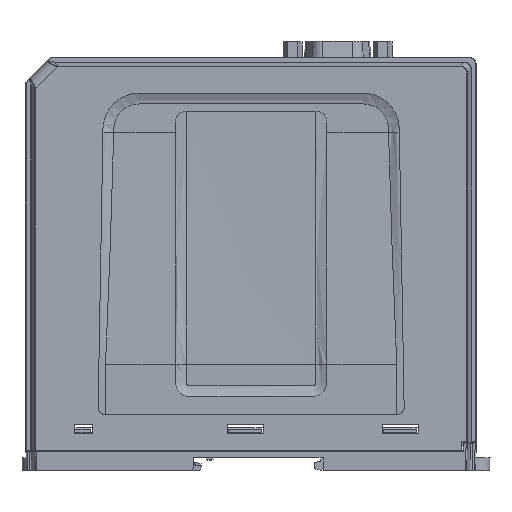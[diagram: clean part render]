
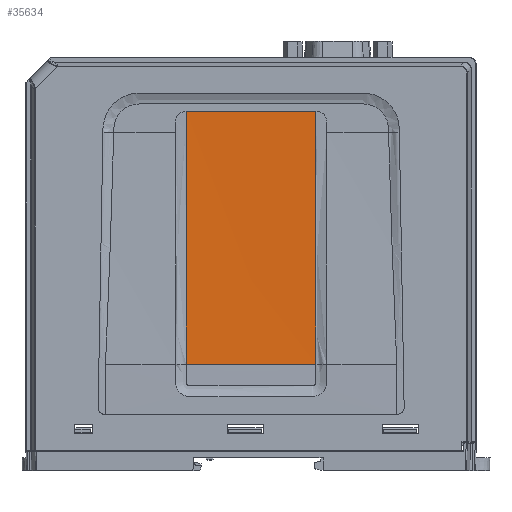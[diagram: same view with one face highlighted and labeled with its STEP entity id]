
A CAD part, top view. The second image highlights one B-rep face of the part: STEP entity #35634.
In plain terms, the highlighted free-form (B-spline) face has degree [3, 3] with [7, 6] control points.
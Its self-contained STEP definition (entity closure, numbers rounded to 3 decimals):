
#280 = CARTESIAN_POINT ( 'NONE',  ( -53.044, 12.637, 12.2 ) ) ;
#1008 = B_SPLINE_CURVE_WITH_KNOTS ( 'NONE', 3,
 ( #20798, #20348, #280, #6654, #35357, #22115 ),
 .UNSPECIFIED., .F., .F.,
 ( 4, 1, 1, 4 ),
 ( 0., 0.333, 0.667, 1. ),
 .UNSPECIFIED. ) ;
#1025 = VERTEX_POINT ( 'NONE', #35275 ) ;
#2185 = CARTESIAN_POINT ( 'NONE',  ( -89.045, 51.639, 12.5 ) ) ;
#2650 = CARTESIAN_POINT ( 'NONE',  ( -80.045, 51.639, 12.5 ) ) ;
#3089 = CARTESIAN_POINT ( 'NONE',  ( -86.045, 51.639, 12.5 ) ) ;
#3517 = CARTESIAN_POINT ( 'NONE',  ( -53.045, -2.962, 12.431 ) ) ;
#3662 = VECTOR ( 'NONE', #6856, 1000. ) ;
#3957 = CARTESIAN_POINT ( 'NONE',  ( -71.045, -10.762, 12.474 ) ) ;
#6654 = CARTESIAN_POINT ( 'NONE',  ( -53.045, 36.039, 12.5 ) ) ;
#6856 = DIRECTION ( 'NONE',  ( -1., 0., 0. ) ) ;
#8998 = CARTESIAN_POINT ( 'NONE',  ( -80.045, 59.439, 12.5 ) ) ;
#9892 = CARTESIAN_POINT ( 'NONE',  ( -80.045, 12.637, 12.2 ) ) ;
#14064 = VERTEX_POINT ( 'NONE', #73568 ) ;
#14175 = CARTESIAN_POINT ( 'NONE',  ( -8.545, 59.439, 12.5 ) ) ;
#15762 = B_SPLINE_CURVE_WITH_KNOTS ( 'NONE', 3,
 ( #25091, #74366, #80301, #38800 ),
 .UNSPECIFIED., .F., .F.,
 ( 4, 4 ),
 ( 0., 1. ),
 .UNSPECIFIED. ) ;
#17031 = B_SPLINE_SURFACE_WITH_KNOTS ( 'NONE', 3, 3, ( 
 ( #55566, #79707, #18110, #24918, #3517, #80582 ),
 ( #50961, #31299, #38194, #51425, #45504, #65965 ),
 ( #65534, #59138, #72833, #78819, #30851, #37267 ),
 ( #71474, #17234, #44586, #72357, #57794, #3957 ),
 ( #8998, #2650, #30416, #9892, #58254, #45050 ),
 ( #24032, #3089, #64605, #86068, #31769, #23574 ),
 ( #58705, #2185, #86507, #86962, #24462, #52334 ) ),
 .UNSPECIFIED., .F., .F., .F.,
 ( 4, 1, 1, 1, 4 ),
 ( 4, 1, 1, 4 ),
 ( 0., 0.25, 0.5, 0.75, 1. ),
 ( 0., 0.333, 0.667, 1. ),
 .UNSPECIFIED. ) ;
#17234 = CARTESIAN_POINT ( 'NONE',  ( -71.045, 51.639, 12.5 ) ) ;
#18110 = CARTESIAN_POINT ( 'NONE',  ( -53.045, 36.039, 12.5 ) ) ;
#20225 = VERTEX_POINT ( 'NONE', #66234 ) ;
#20348 = CARTESIAN_POINT ( 'NONE',  ( -53.045, -2.962, 12.431 ) ) ;
#20798 = CARTESIAN_POINT ( 'NONE',  ( -53.045, -10.762, 12.474 ) ) ;
#22115 = CARTESIAN_POINT ( 'NONE',  ( -53.045, 59.439, 12.5 ) ) ;
#22970 = EDGE_CURVE ( 'NONE', #1025, #20225, #15762, .T. ) ;
#23574 = CARTESIAN_POINT ( 'NONE',  ( -86.045, -10.762, 12.474 ) ) ;
#24032 = CARTESIAN_POINT ( 'NONE',  ( -86.045, 59.439, 12.5 ) ) ;
#24462 = CARTESIAN_POINT ( 'NONE',  ( -89.045, -2.962, 12.431 ) ) ;
#24918 = CARTESIAN_POINT ( 'NONE',  ( -53.044, 12.637, 12.2 ) ) ;
#25091 = CARTESIAN_POINT ( 'NONE',  ( -53.045, -10.762, 12.474 ) ) ;
#26036 = ORIENTED_EDGE ( 'NONE', *, *, #22970, .F. ) ;
#30416 = CARTESIAN_POINT ( 'NONE',  ( -80.045, 36.039, 12.5 ) ) ;
#30772 = CARTESIAN_POINT ( 'NONE',  ( -89.045, 12.637, 12.2 ) ) ;
#30851 = CARTESIAN_POINT ( 'NONE',  ( -62.045, -2.962, 12.431 ) ) ;
#31299 = CARTESIAN_POINT ( 'NONE',  ( -56.045, 51.639, 12.5 ) ) ;
#31769 = CARTESIAN_POINT ( 'NONE',  ( -86.045, -2.962, 12.431 ) ) ;
#34544 = FACE_OUTER_BOUND ( 'NONE', #54495, .T. ) ;
#35275 = CARTESIAN_POINT ( 'NONE',  ( -53.045, -10.762, 12.474 ) ) ;
#35357 = CARTESIAN_POINT ( 'NONE',  ( -53.045, 51.639, 12.5 ) ) ;
#35634 = ADVANCED_FACE ( 'NONE', ( #34544 ), #17031, .T. ) ;
#37267 = CARTESIAN_POINT ( 'NONE',  ( -62.045, -10.762, 12.474 ) ) ;
#37657 = CARTESIAN_POINT ( 'NONE',  ( -89.045, 59.439, 12.5 ) ) ;
#38194 = CARTESIAN_POINT ( 'NONE',  ( -56.045, 36.039, 12.5 ) ) ;
#38800 = CARTESIAN_POINT ( 'NONE',  ( -89.045, -10.762, 12.474 ) ) ;
#44586 = CARTESIAN_POINT ( 'NONE',  ( -71.045, 36.039, 12.5 ) ) ;
#45050 = CARTESIAN_POINT ( 'NONE',  ( -80.045, -10.762, 12.474 ) ) ;
#45504 = CARTESIAN_POINT ( 'NONE',  ( -56.045, -2.962, 12.431 ) ) ;
#50961 = CARTESIAN_POINT ( 'NONE',  ( -56.045, 59.439, 12.5 ) ) ;
#51425 = CARTESIAN_POINT ( 'NONE',  ( -56.044, 12.637, 12.2 ) ) ;
#51797 = CARTESIAN_POINT ( 'NONE',  ( -89.045, 36.039, 12.5 ) ) ;
#52334 = CARTESIAN_POINT ( 'NONE',  ( -89.045, -10.762, 12.474 ) ) ;
#54495 = EDGE_LOOP ( 'NONE', ( #69351, #85313, #26036, #71936 ) ) ;
#54743 = LINE ( 'NONE', #14175, #3662 ) ;
#55566 = CARTESIAN_POINT ( 'NONE',  ( -53.045, 59.439, 12.5 ) ) ;
#57794 = CARTESIAN_POINT ( 'NONE',  ( -71.045, -2.962, 12.431 ) ) ;
#58254 = CARTESIAN_POINT ( 'NONE',  ( -80.045, -2.962, 12.431 ) ) ;
#58618 = CARTESIAN_POINT ( 'NONE',  ( -89.045, -10.762, 12.474 ) ) ;
#58705 = CARTESIAN_POINT ( 'NONE',  ( -89.045, 59.439, 12.5 ) ) ;
#59138 = CARTESIAN_POINT ( 'NONE',  ( -62.045, 51.639, 12.5 ) ) ;
#59777 = EDGE_CURVE ( 'NONE', #14064, #71372, #54743, .T. ) ;
#64605 = CARTESIAN_POINT ( 'NONE',  ( -86.045, 36.039, 12.5 ) ) ;
#65445 = CARTESIAN_POINT ( 'NONE',  ( -89.045, 51.639, 12.5 ) ) ;
#65534 = CARTESIAN_POINT ( 'NONE',  ( -62.045, 59.439, 12.5 ) ) ;
#65965 = CARTESIAN_POINT ( 'NONE',  ( -56.045, -10.762, 12.474 ) ) ;
#66234 = CARTESIAN_POINT ( 'NONE',  ( -89.045, -10.762, 12.474 ) ) ;
#69211 = EDGE_CURVE ( 'NONE', #71372, #20225, #76509, .T. ) ;
#69351 = ORIENTED_EDGE ( 'NONE', *, *, #59777, .T. ) ;
#71372 = VERTEX_POINT ( 'NONE', #77680 ) ;
#71474 = CARTESIAN_POINT ( 'NONE',  ( -71.045, 59.439, 12.5 ) ) ;
#71936 = ORIENTED_EDGE ( 'NONE', *, *, #83717, .T. ) ;
#72357 = CARTESIAN_POINT ( 'NONE',  ( -71.045, 12.637, 12.2 ) ) ;
#72833 = CARTESIAN_POINT ( 'NONE',  ( -62.045, 36.039, 12.5 ) ) ;
#73568 = CARTESIAN_POINT ( 'NONE',  ( -53.045, 59.439, 12.5 ) ) ;
#74366 = CARTESIAN_POINT ( 'NONE',  ( -65.044, -10.762, 12.474 ) ) ;
#76509 = B_SPLINE_CURVE_WITH_KNOTS ( 'NONE', 3,
 ( #37657, #65445, #51797, #30772, #86880, #58618 ),
 .UNSPECIFIED., .F., .F.,
 ( 4, 1, 1, 4 ),
 ( 0., 0.333, 0.667, 1. ),
 .UNSPECIFIED. ) ;
#77680 = CARTESIAN_POINT ( 'NONE',  ( -89.045, 59.439, 12.5 ) ) ;
#78819 = CARTESIAN_POINT ( 'NONE',  ( -62.044, 12.637, 12.2 ) ) ;
#79707 = CARTESIAN_POINT ( 'NONE',  ( -53.045, 51.639, 12.5 ) ) ;
#80301 = CARTESIAN_POINT ( 'NONE',  ( -77.046, -10.762, 12.474 ) ) ;
#80582 = CARTESIAN_POINT ( 'NONE',  ( -53.045, -10.762, 12.474 ) ) ;
#83717 = EDGE_CURVE ( 'NONE', #1025, #14064, #1008, .T. ) ;
#85313 = ORIENTED_EDGE ( 'NONE', *, *, #69211, .T. ) ;
#86068 = CARTESIAN_POINT ( 'NONE',  ( -86.045, 12.637, 12.2 ) ) ;
#86507 = CARTESIAN_POINT ( 'NONE',  ( -89.045, 36.039, 12.5 ) ) ;
#86880 = CARTESIAN_POINT ( 'NONE',  ( -89.045, -2.962, 12.431 ) ) ;
#86962 = CARTESIAN_POINT ( 'NONE',  ( -89.045, 12.637, 12.2 ) ) ;
